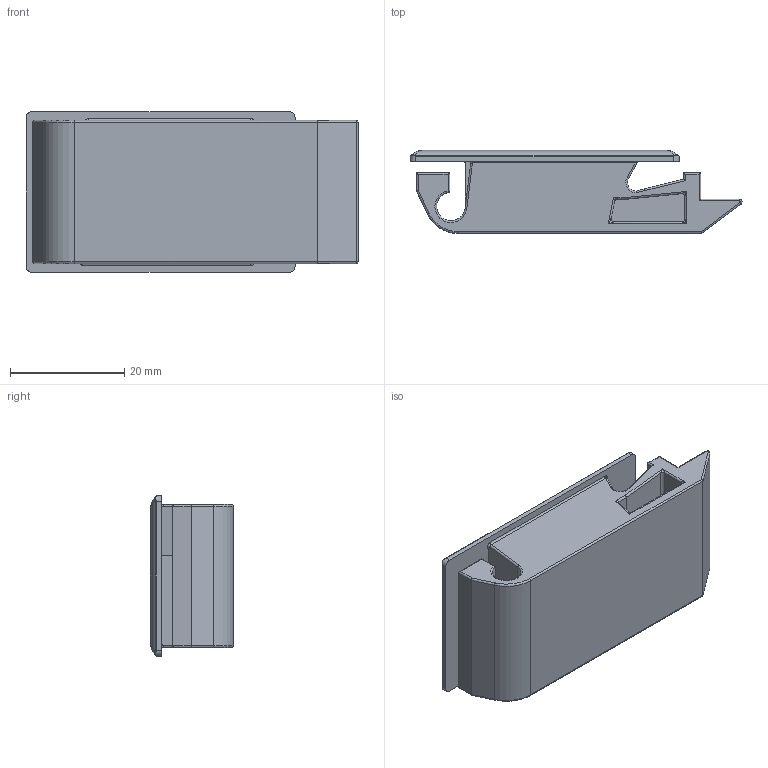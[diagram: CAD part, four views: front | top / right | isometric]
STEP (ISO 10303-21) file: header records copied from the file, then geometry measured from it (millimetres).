
FILE_DESCRIPTION( ( 'STEP AP203' ), '1' );
FILE_NAME( ' ', ' ', ( ' ' ), ( ' ' ), 'PSStep 10.0', ' ', ' ' );
FILE_SCHEMA( ( 'CONFIG_CONTROL_DESIGN' ) );
Length unit declared in the file: millimetre
Products named in the file (2): 1; 2
Bounding box: 58 x 14.5 x 28 mm (x, y, z)
Volume: 8808 mm3; surface area: 7958.1 mm2
Topology: 1 solids, 1 shells, 248 faces, 649 edges, 423 vertices
Faces by surface type: plane 118, cylinder 79, extrusion 21, bspline 15, torus 11, sphere 4
Entity records: 9561 total; most frequent: CARTESIAN_POINT 3830, ORIENTED_EDGE 1232, DIRECTION 1051, EDGE_CURVE 616, VERTEX_POINT 381, AXIS2_PLACEMENT_3D 369, VECTOR 313, LINE 292
